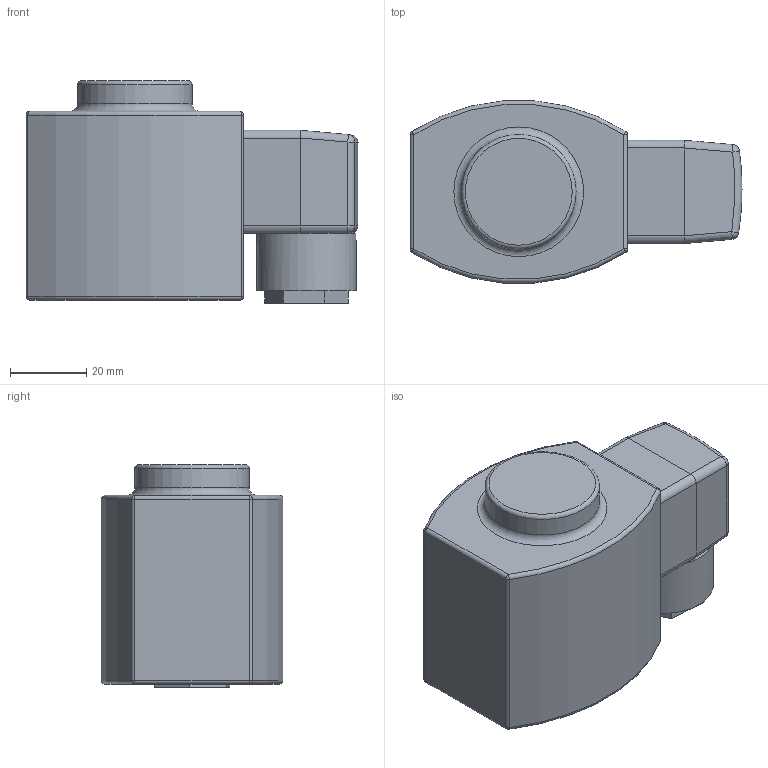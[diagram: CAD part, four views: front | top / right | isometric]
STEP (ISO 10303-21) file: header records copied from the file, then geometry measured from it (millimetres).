
FILE_DESCRIPTION(/* description */ (''),/* implementation_level */ '2;1');
FILE_NAME(/* name */ '018F6601R.stp',/* time_stamp */ '2022-08-24T14:51:24+03:00',/* author */ ('U403152'),/* organization */ (''),/* preprocessor_version */ 'ST-DEVELOPER v18.1',/* originating_system */ 'Autodesk Inventor 2020',/* authorisation */ '');
FILE_SCHEMA (('AUTOMOTIVE_DESIGN { 1 0 10303 214 3 1 1 }'));
Length unit declared in the file: micrometre
Products named in the file (1): 8010-019B线圈EVR
Bounding box: 87 x 47.66 x 58.3 mm (x, y, z)
Volume: 147264.8 mm3; surface area: 21336 mm2
Topology: 1 solids, 2 shells, 78 faces, 170 edges, 102 vertices
Faces by surface type: plane 30, cylinder 28, sphere 12, torus 7, bspline 1
Full cylindrical faces by diameter (mm): 10 x1, 15.1 x1, 17.035 x1, 18.8 x1, 20 x1, 26 x1, 30 x1
Entity records: 2195 total; most frequent: DIRECTION 414, CARTESIAN_POINT 386, ORIENTED_EDGE 340, AXIS2_PLACEMENT_3D 171, EDGE_CURVE 170, VERTEX_POINT 102, CIRCLE 87, EDGE_LOOP 86
